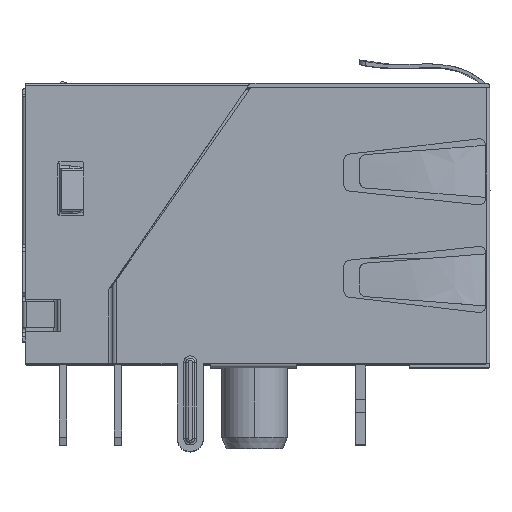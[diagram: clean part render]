
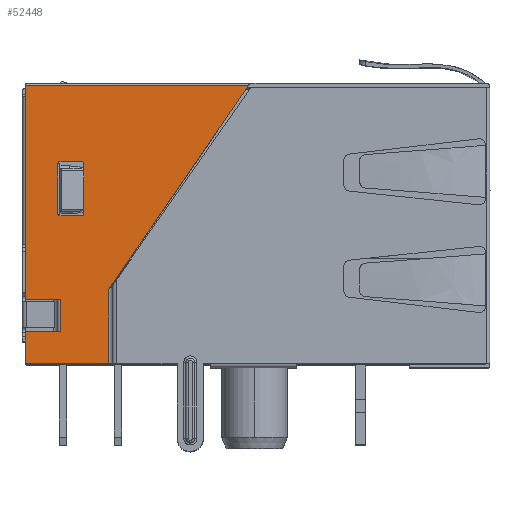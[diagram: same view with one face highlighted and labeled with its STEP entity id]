
A CAD part, top view. The second image highlights one B-rep face of the part: STEP entity #52448.
In plain terms, the highlighted planar face has unit normal (0, 0, 1).
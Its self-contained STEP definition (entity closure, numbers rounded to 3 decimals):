
#672 = EDGE_CURVE ( 'NONE', #1159, #677, #17559, .T. ) ;
#677 = VERTEX_POINT ( 'NONE', #18366 ) ;
#681 = EDGE_CURVE ( 'NONE', #677, #689, #18359, .T. ) ;
#682 = VERTEX_POINT ( 'NONE', #18353 ) ;
#689 = VERTEX_POINT ( 'NONE', #18340 ) ;
#708 = VERTEX_POINT ( 'NONE', #18384 ) ;
#720 = VERTEX_POINT ( 'NONE', #18368 ) ;
#721 = EDGE_CURVE ( 'NONE', #682, #708, #18419, .T. ) ;
#724 = EDGE_CURVE ( 'NONE', #708, #720, #18370, .T. ) ;
#737 = VERTEX_POINT ( 'NONE', #18444 ) ;
#747 = EDGE_CURVE ( 'NONE', #720, #737, #18429, .T. ) ;
#752 = VERTEX_POINT ( 'NONE', #18483 ) ;
#753 = EDGE_CURVE ( 'NONE', #737, #752, #18431, .T. ) ;
#771 = VERTEX_POINT ( 'NONE', #18468 ) ;
#781 = VERTEX_POINT ( 'NONE', #18508 ) ;
#784 = EDGE_CURVE ( 'NONE', #771, #781, #18504, .T. ) ;
#796 = EDGE_CURVE ( 'NONE', #752, #1159, #18496, .T. ) ;
#798 = VERTEX_POINT ( 'NONE', #18456 ) ;
#806 = EDGE_CURVE ( 'NONE', #811, #798, #18535, .T. ) ;
#810 = VERTEX_POINT ( 'NONE', #18528 ) ;
#811 = VERTEX_POINT ( 'NONE', #18536 ) ;
#815 = EDGE_CURVE ( 'NONE', #798, #824, #18524, .T. ) ;
#816 = EDGE_CURVE ( 'NONE', #781, #811, #18532, .T. ) ;
#824 = VERTEX_POINT ( 'NONE', #18563 ) ;
#836 = EDGE_CURVE ( 'NONE', #824, #840, #18595, .T. ) ;
#839 = VERTEX_POINT ( 'NONE', #18591 ) ;
#840 = VERTEX_POINT ( 'NONE', #18598 ) ;
#852 = EDGE_CURVE ( 'NONE', #810, #771, #18629, .T. ) ;
#854 = EDGE_CURVE ( 'NONE', #840, #839, #18613, .T. ) ;
#870 = EDGE_CURVE ( 'NONE', #839, #810, #18641, .T. ) ;
#1159 = VERTEX_POINT ( 'NONE', #19139 ) ;
#17557 = VECTOR ( 'NONE', #17831, 1000. ) ;
#17558 = CARTESIAN_POINT ( 'NONE',  ( 1.586, 8.275, 0.24 ) ) ;
#17559 = LINE ( 'NONE', #17558, #17557 ) ;
#17831 = DIRECTION ( 'NONE',  ( 0., -1., 0. ) ) ;
#18340 = CARTESIAN_POINT ( 'NONE',  ( -0.05, 5.36, 0.24 ) ) ;
#18348 = DIRECTION ( 'NONE',  ( -1., 0., 0. ) ) ;
#18349 = VECTOR ( 'NONE', #18348, 1000. ) ;
#18350 = CARTESIAN_POINT ( 'NONE',  ( 10.575, 5.36, 0.24 ) ) ;
#18353 = CARTESIAN_POINT ( 'NONE',  ( 3.785, 3.9, 0.24 ) ) ;
#18359 = LINE ( 'NONE', #18350, #18349 ) ;
#18366 = CARTESIAN_POINT ( 'NONE',  ( 1.586, 5.36, 0.24 ) ) ;
#18368 = CARTESIAN_POINT ( 'NONE',  ( 10.231, 16.7, 0.24 ) ) ;
#18370 = LINE ( 'NONE', #18417, #18410 ) ;
#18384 = CARTESIAN_POINT ( 'NONE',  ( 3.785, 7.299, 0.24 ) ) ;
#18410 = VECTOR ( 'NONE', #18416, 1000. ) ;
#18414 = DIRECTION ( 'NONE',  ( 0., 1., 0. ) ) ;
#18416 = DIRECTION ( 'NONE',  ( 0.566, 0.825, 0. ) ) ;
#18417 = CARTESIAN_POINT ( 'NONE',  ( 3.785, 7.299, 0.24 ) ) ;
#18418 = CARTESIAN_POINT ( 'NONE',  ( 3.785, 8.275, 0.24 ) ) ;
#18419 = LINE ( 'NONE', #18418, #18422 ) ;
#18422 = VECTOR ( 'NONE', #18414, 1000. ) ;
#18426 = DIRECTION ( 'NONE',  ( -1., 0., 0. ) ) ;
#18427 = VECTOR ( 'NONE', #18426, 1000. ) ;
#18428 = CARTESIAN_POINT ( 'NONE',  ( 10.575, 16.7, 0.24 ) ) ;
#18429 = LINE ( 'NONE', #18428, #18427 ) ;
#18430 = CARTESIAN_POINT ( 'NONE',  ( -0.05, 8.275, 0.24 ) ) ;
#18431 = LINE ( 'NONE', #18430, #18435 ) ;
#18435 = VECTOR ( 'NONE', #18476, 1000. ) ;
#18444 = CARTESIAN_POINT ( 'NONE',  ( -0.05, 16.7, 0.24 ) ) ;
#18456 = CARTESIAN_POINT ( 'NONE',  ( 2.65, 10.8, 0.24 ) ) ;
#18468 = CARTESIAN_POINT ( 'NONE',  ( 1.55, 13.2, 0.24 ) ) ;
#18476 = DIRECTION ( 'NONE',  ( 0., -1., 0. ) ) ;
#18483 = CARTESIAN_POINT ( 'NONE',  ( -0.05, 6.84, 0.24 ) ) ;
#18489 = DIRECTION ( 'NONE',  ( 1., 0., 0. ) ) ;
#18490 = VECTOR ( 'NONE', #18489, 1000. ) ;
#18496 = LINE ( 'NONE', #18497, #18490 ) ;
#18497 = CARTESIAN_POINT ( 'NONE',  ( 10.575, 6.84, 0.24 ) ) ;
#18501 = DIRECTION ( 'NONE',  ( 1., 0., 0. ) ) ;
#18502 = VECTOR ( 'NONE', #18501, 1000. ) ;
#18503 = CARTESIAN_POINT ( 'NONE',  ( 10.575, 13.2, 0.24 ) ) ;
#18504 = LINE ( 'NONE', #18503, #18502 ) ;
#18508 = CARTESIAN_POINT ( 'NONE',  ( 2.55, 13.2, 0.24 ) ) ;
#18515 = AXIS2_PLACEMENT_3D ( 'NONE', #18574, #18573, #18572 ) ;
#18516 = DIRECTION ( 'NONE',  ( 0., 0., -1. ) ) ;
#18517 = CARTESIAN_POINT ( 'NONE',  ( 2.55, 10.8, 0.24 ) ) ;
#18518 = AXIS2_PLACEMENT_3D ( 'NONE', #18517, #18516, #18579 ) ;
#18524 = CIRCLE ( 'NONE', #18518, 0.1 ) ;
#18528 = CARTESIAN_POINT ( 'NONE',  ( 1.45, 13.1, 0.24 ) ) ;
#18529 = DIRECTION ( 'NONE',  ( 0., -1., 0. ) ) ;
#18530 = VECTOR ( 'NONE', #18529, 1000. ) ;
#18531 = CARTESIAN_POINT ( 'NONE',  ( 2.65, 8.275, 0.24 ) ) ;
#18532 = CIRCLE ( 'NONE', #18515, 0.1 ) ;
#18535 = LINE ( 'NONE', #18531, #18530 ) ;
#18536 = CARTESIAN_POINT ( 'NONE',  ( 2.65, 13.1, 0.24 ) ) ;
#18563 = CARTESIAN_POINT ( 'NONE',  ( 2.55, 10.7, 0.24 ) ) ;
#18572 = DIRECTION ( 'NONE',  ( 1., 0., 0. ) ) ;
#18573 = DIRECTION ( 'NONE',  ( 0., 0., -1. ) ) ;
#18574 = CARTESIAN_POINT ( 'NONE',  ( 2.55, 13.1, 0.24 ) ) ;
#18579 = DIRECTION ( 'NONE',  ( 1., 0., 0. ) ) ;
#18591 = CARTESIAN_POINT ( 'NONE',  ( 1.45, 10.8, 0.24 ) ) ;
#18592 = DIRECTION ( 'NONE',  ( -1., 0., 0. ) ) ;
#18593 = VECTOR ( 'NONE', #18592, 1000. ) ;
#18594 = CARTESIAN_POINT ( 'NONE',  ( 10.575, 10.7, 0.24 ) ) ;
#18595 = LINE ( 'NONE', #18594, #18593 ) ;
#18598 = CARTESIAN_POINT ( 'NONE',  ( 1.55, 10.7, 0.24 ) ) ;
#18610 = AXIS2_PLACEMENT_3D ( 'NONE', #18621, #18669, #18668 ) ;
#18613 = CIRCLE ( 'NONE', #18665, 0.1 ) ;
#18621 = CARTESIAN_POINT ( 'NONE',  ( 1.55, 13.1, 0.24 ) ) ;
#18629 = CIRCLE ( 'NONE', #18610, 0.1 ) ;
#18640 = CARTESIAN_POINT ( 'NONE',  ( 1.45, 8.275, 0.24 ) ) ;
#18641 = LINE ( 'NONE', #18640, #18648 ) ;
#18647 = DIRECTION ( 'NONE',  ( 0., 1., 0. ) ) ;
#18648 = VECTOR ( 'NONE', #18647, 1000. ) ;
#18662 = DIRECTION ( 'NONE',  ( 1., 0., 0. ) ) ;
#18663 = DIRECTION ( 'NONE',  ( 0., 0., -1. ) ) ;
#18664 = CARTESIAN_POINT ( 'NONE',  ( 1.55, 10.8, 0.24 ) ) ;
#18665 = AXIS2_PLACEMENT_3D ( 'NONE', #18664, #18663, #18662 ) ;
#18668 = DIRECTION ( 'NONE',  ( 1., 0., 0. ) ) ;
#18669 = DIRECTION ( 'NONE',  ( 0., 0., -1. ) ) ;
#19139 = CARTESIAN_POINT ( 'NONE',  ( 1.586, 6.84, 0.24 ) ) ;
#49292 = LINE ( 'NONE', #49352, #49350 ) ;
#49305 = DIRECTION ( 'NONE',  ( 0., 0., 1. ) ) ;
#49306 = CARTESIAN_POINT ( 'NONE',  ( -0.475, 17.037, 0.24 ) ) ;
#49307 = AXIS2_PLACEMENT_3D ( 'NONE', #49306, #49305, #49364 ) ;
#49314 = PLANE ( 'NONE',  #49307 ) ;
#49315 = FACE_BOUND ( 'NONE', #52438, .T. ) ;
#49317 = FACE_OUTER_BOUND ( 'NONE', #52459, .T. ) ;
#49338 = DIRECTION ( 'NONE',  ( 1., 0., 0. ) ) ;
#49339 = VECTOR ( 'NONE', #49338, 1000. ) ;
#49343 = LINE ( 'NONE', #49344, #49339 ) ;
#49344 = CARTESIAN_POINT ( 'NONE',  ( 10.65, 3.9, 0.24 ) ) ;
#49347 = CARTESIAN_POINT ( 'NONE',  ( -0.05, 3.9, 0.24 ) ) ;
#49349 = DIRECTION ( 'NONE',  ( 0., -1., 0. ) ) ;
#49350 = VECTOR ( 'NONE', #49349, 1000. ) ;
#49352 = CARTESIAN_POINT ( 'NONE',  ( -0.05, 8.275, 0.24 ) ) ;
#49364 = DIRECTION ( 'NONE',  ( 0., -1., 0. ) ) ;
#52438 = EDGE_LOOP ( 'NONE', ( #52446, #52449, #52441, #52460, #52451, #52455, #52456, #52453 ) ) ;
#52441 = ORIENTED_EDGE ( 'NONE', *, *, #784, .T. ) ;
#52445 = ORIENTED_EDGE ( 'NONE', *, *, #721, .T. ) ;
#52446 = ORIENTED_EDGE ( 'NONE', *, *, #870, .T. ) ;
#52448 = ADVANCED_FACE ( 'NONE', ( #49315, #49317 ), #49314, .T. ) ;
#52449 = ORIENTED_EDGE ( 'NONE', *, *, #852, .T. ) ;
#52451 = ORIENTED_EDGE ( 'NONE', *, *, #806, .T. ) ;
#52453 = ORIENTED_EDGE ( 'NONE', *, *, #854, .T. ) ;
#52454 = ORIENTED_EDGE ( 'NONE', *, *, #672, .T. ) ;
#52455 = ORIENTED_EDGE ( 'NONE', *, *, #815, .T. ) ;
#52456 = ORIENTED_EDGE ( 'NONE', *, *, #836, .T. ) ;
#52458 = EDGE_CURVE ( 'NONE', #689, #52472, #49292, .T. ) ;
#52459 = EDGE_LOOP ( 'NONE', ( #52466, #52464, #52454, #52471, #52465, #52461, #52445, #52476, #52463 ) ) ;
#52460 = ORIENTED_EDGE ( 'NONE', *, *, #816, .T. ) ;
#52461 = ORIENTED_EDGE ( 'NONE', *, *, #52478, .T. ) ;
#52463 = ORIENTED_EDGE ( 'NONE', *, *, #747, .T. ) ;
#52464 = ORIENTED_EDGE ( 'NONE', *, *, #796, .T. ) ;
#52465 = ORIENTED_EDGE ( 'NONE', *, *, #52458, .T. ) ;
#52466 = ORIENTED_EDGE ( 'NONE', *, *, #753, .T. ) ;
#52471 = ORIENTED_EDGE ( 'NONE', *, *, #681, .T. ) ;
#52472 = VERTEX_POINT ( 'NONE', #49347 ) ;
#52476 = ORIENTED_EDGE ( 'NONE', *, *, #724, .T. ) ;
#52478 = EDGE_CURVE ( 'NONE', #52472, #682, #49343, .T. ) ;
